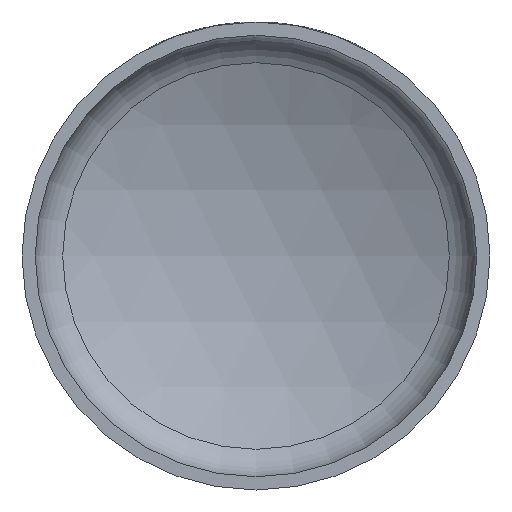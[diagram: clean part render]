
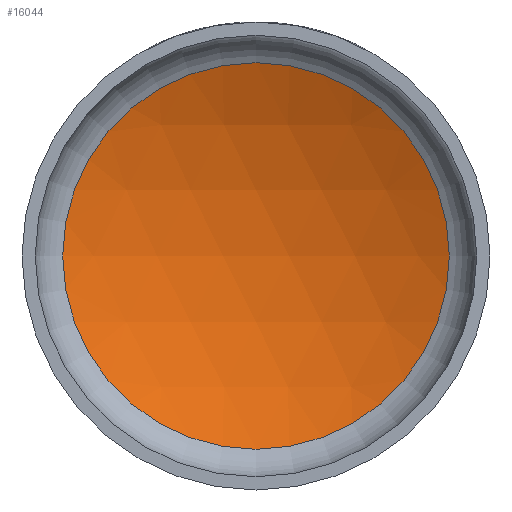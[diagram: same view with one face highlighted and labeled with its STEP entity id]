
A CAD part, front view. The second image highlights one B-rep face of the part: STEP entity #16044.
In plain terms, the highlighted spherical face has radius 106 mm.
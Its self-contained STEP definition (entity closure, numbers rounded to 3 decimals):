
#825 = DIRECTION ( 'NONE',  ( 0., -1., 0. ) ) ;
#2506 = CIRCLE ( 'NONE', #6187, 43.778 ) ;
#3191 = DIRECTION ( 'NONE',  ( 1., 0., 0. ) ) ;
#5972 = EDGE_LOOP ( 'NONE', ( #6515 ) ) ;
#6046 = EDGE_CURVE ( 'NONE', #18656, #18656, #2506, .T. ) ;
#6187 = AXIS2_PLACEMENT_3D ( 'NONE', #17431, #825, #13554 ) ;
#6515 = ORIENTED_EDGE ( 'NONE', *, *, #6046, .T. ) ;
#8919 = CARTESIAN_POINT ( 'NONE',  ( 0., 22.654, -43.778 ) ) ;
#12160 = FACE_OUTER_BOUND ( 'NONE', #5972, .T. ) ;
#12332 = CARTESIAN_POINT ( 'NONE',  ( 0., -73.884, 0. ) ) ;
#13554 = DIRECTION ( 'NONE',  ( 0., 0., -1. ) ) ;
#16044 = ADVANCED_FACE ( 'NONE', ( #12160 ), #18119, .F. ) ;
#17431 = CARTESIAN_POINT ( 'NONE',  ( 0., 22.654, 0. ) ) ;
#17640 = DIRECTION ( 'NONE',  ( 0., 0., 1. ) ) ;
#18119 = SPHERICAL_SURFACE ( 'NONE', #23141, 106. ) ;
#18656 = VERTEX_POINT ( 'NONE', #8919 ) ;
#23141 = AXIS2_PLACEMENT_3D ( 'NONE', #12332, #17640, #3191 ) ;
